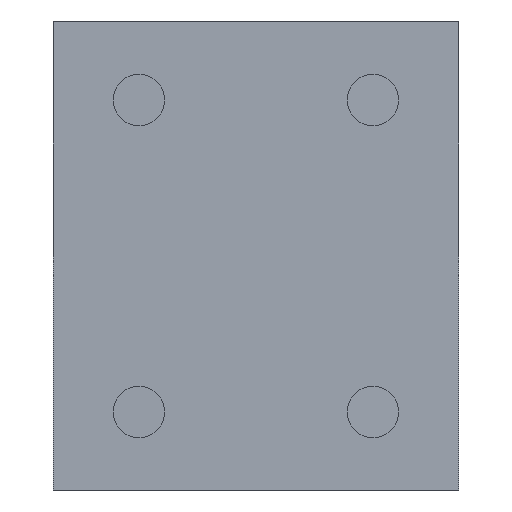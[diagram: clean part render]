
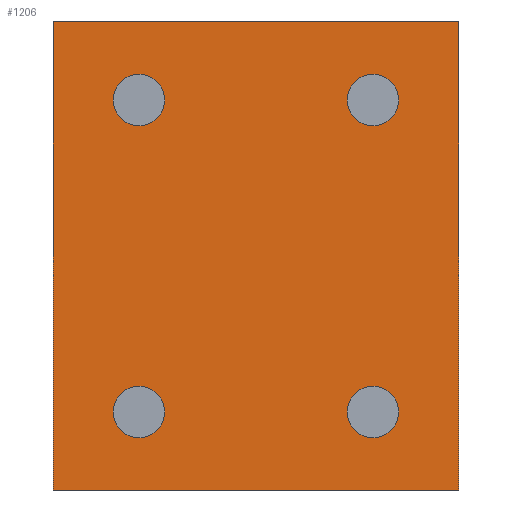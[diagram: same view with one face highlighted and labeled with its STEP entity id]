
A CAD part, front view. The second image highlights one B-rep face of the part: STEP entity #1206.
In plain terms, the highlighted planar face has unit normal (0, -1, 0).
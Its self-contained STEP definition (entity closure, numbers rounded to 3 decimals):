
#1 = EDGE_CURVE ( 'NONE', #1755, #1365, #49, .T. ) ;
#7 = AXIS2_PLACEMENT_3D ( 'NONE', #251, #1094, #803 ) ;
#8 = AXIS2_PLACEMENT_3D ( 'NONE', #407, #1251, #672 ) ;
#20 = DIRECTION ( 'NONE',  ( 0., 0., -1. ) ) ;
#49 = LINE ( 'NONE', #174, #1655 ) ;
#68 = AXIS2_PLACEMENT_3D ( 'NONE', #118, #1779, #539 ) ;
#92 = CIRCLE ( 'NONE', #7, 1.65 ) ;
#106 = DIRECTION ( 'NONE',  ( 0., 1., 0. ) ) ;
#118 = CARTESIAN_POINT ( 'NONE',  ( 20.5, 0., -10. ) ) ;
#133 = EDGE_CURVE ( 'NONE', #1349, #1391, #1686, .T. ) ;
#138 = CARTESIAN_POINT ( 'NONE',  ( 0., 0., -15. ) ) ;
#145 = CARTESIAN_POINT ( 'NONE',  ( 0., 0., 15. ) ) ;
#147 = PLANE ( 'NONE',  #586 ) ;
#163 = DIRECTION ( 'NONE',  ( 1., 0., 0. ) ) ;
#174 = CARTESIAN_POINT ( 'NONE',  ( 26., 0., 0. ) ) ;
#212 = CIRCLE ( 'NONE', #1601, 1.65 ) ;
#213 = CIRCLE ( 'NONE', #8, 1.65 ) ;
#245 = DIRECTION ( 'NONE',  ( 1., 0., 0. ) ) ;
#251 = CARTESIAN_POINT ( 'NONE',  ( 20.5, 0., 10. ) ) ;
#252 = VERTEX_POINT ( 'NONE', #1497 ) ;
#286 = EDGE_CURVE ( 'NONE', #1632, #1423, #213, .T. ) ;
#290 = CARTESIAN_POINT ( 'NONE',  ( 20.5, 0., 11.65 ) ) ;
#307 = CARTESIAN_POINT ( 'NONE',  ( 20.5, 0., -8.35 ) ) ;
#331 = CARTESIAN_POINT ( 'NONE',  ( 5.5, 0., 11.65 ) ) ;
#333 = LINE ( 'NONE', #642, #1769 ) ;
#348 = ORIENTED_EDGE ( 'NONE', *, *, #1794, .F. ) ;
#353 = AXIS2_PLACEMENT_3D ( 'NONE', #533, #106, #522 ) ;
#361 = ORIENTED_EDGE ( 'NONE', *, *, #949, .F. ) ;
#382 = DIRECTION ( 'NONE',  ( 0., 1., 0. ) ) ;
#402 = CARTESIAN_POINT ( 'NONE',  ( 5.5, 0., 10. ) ) ;
#405 = DIRECTION ( 'NONE',  ( 0., 0., -1. ) ) ;
#407 = CARTESIAN_POINT ( 'NONE',  ( 20.5, 0., 10. ) ) ;
#427 = FACE_BOUND ( 'NONE', #1671, .T. ) ;
#442 = AXIS2_PLACEMENT_3D ( 'NONE', #402, #958, #1337 ) ;
#458 = LINE ( 'NONE', #1717, #1321 ) ;
#467 = DIRECTION ( 'NONE',  ( 0., 1., 0. ) ) ;
#487 = DIRECTION ( 'NONE',  ( 0., 0., -1. ) ) ;
#499 = AXIS2_PLACEMENT_3D ( 'NONE', #1078, #543, #405 ) ;
#522 = DIRECTION ( 'NONE',  ( 0., 0., -1. ) ) ;
#532 = ORIENTED_EDGE ( 'NONE', *, *, #1333, .T. ) ;
#533 = CARTESIAN_POINT ( 'NONE',  ( 5.5, 0., -10. ) ) ;
#539 = DIRECTION ( 'NONE',  ( 0., 0., -1. ) ) ;
#543 = DIRECTION ( 'NONE',  ( 0., 1., 0. ) ) ;
#586 = AXIS2_PLACEMENT_3D ( 'NONE', #855, #1271, #20 ) ;
#616 = CIRCLE ( 'NONE', #353, 1.65 ) ;
#640 = CARTESIAN_POINT ( 'NONE',  ( 20.5, 0., 8.35 ) ) ;
#642 = CARTESIAN_POINT ( 'NONE',  ( 0., 0., 0. ) ) ;
#646 = EDGE_CURVE ( 'NONE', #1614, #858, #1277, .T. ) ;
#667 = EDGE_LOOP ( 'NONE', ( #1565, #1528 ) ) ;
#672 = DIRECTION ( 'NONE',  ( 0., 0., -1. ) ) ;
#691 = FACE_BOUND ( 'NONE', #667, .T. ) ;
#718 = VERTEX_POINT ( 'NONE', #1096 ) ;
#745 = EDGE_CURVE ( 'NONE', #1673, #1755, #1564, .T. ) ;
#784 = ORIENTED_EDGE ( 'NONE', *, *, #133, .T. ) ;
#803 = DIRECTION ( 'NONE',  ( 0., 0., -1. ) ) ;
#846 = CIRCLE ( 'NONE', #442, 1.65 ) ;
#855 = CARTESIAN_POINT ( 'NONE',  ( 0., 0., 0. ) ) ;
#858 = VERTEX_POINT ( 'NONE', #307 ) ;
#860 = ORIENTED_EDGE ( 'NONE', *, *, #1573, .T. ) ;
#888 = ORIENTED_EDGE ( 'NONE', *, *, #1059, .T. ) ;
#940 = DIRECTION ( 'NONE',  ( 0., 0., -1. ) ) ;
#949 = EDGE_CURVE ( 'NONE', #1673, #1618, #333, .T. ) ;
#958 = DIRECTION ( 'NONE',  ( 0., 1., 0. ) ) ;
#1032 = DIRECTION ( 'NONE',  ( 0., 0., 1. ) ) ;
#1059 = EDGE_CURVE ( 'NONE', #718, #252, #616, .T. ) ;
#1078 = CARTESIAN_POINT ( 'NONE',  ( 20.5, 0., -10. ) ) ;
#1094 = DIRECTION ( 'NONE',  ( 0., 1., 0. ) ) ;
#1096 = CARTESIAN_POINT ( 'NONE',  ( 5.5, 0., -11.65 ) ) ;
#1102 = EDGE_LOOP ( 'NONE', ( #1404, #348, #361, #1357 ) ) ;
#1119 = FACE_OUTER_BOUND ( 'NONE', #1102, .T. ) ;
#1155 = CARTESIAN_POINT ( 'NONE',  ( 26., 0., -15. ) ) ;
#1157 = CARTESIAN_POINT ( 'NONE',  ( 26., 0., 15. ) ) ;
#1168 = EDGE_CURVE ( 'NONE', #1423, #1632, #92, .T. ) ;
#1181 = CARTESIAN_POINT ( 'NONE',  ( 5.5, 0., -10. ) ) ;
#1186 = EDGE_LOOP ( 'NONE', ( #860, #784 ) ) ;
#1199 = DIRECTION ( 'NONE',  ( 0., 0., 1. ) ) ;
#1206 = ADVANCED_FACE ( 'NONE', ( #1677, #427, #1690, #691, #1119 ), #147, .T. ) ;
#1251 = DIRECTION ( 'NONE',  ( 0., 1., 0. ) ) ;
#1271 = DIRECTION ( 'NONE',  ( 0., -1., 0. ) ) ;
#1274 = CARTESIAN_POINT ( 'NONE',  ( 0., 0., -15. ) ) ;
#1277 = CIRCLE ( 'NONE', #499, 1.65 ) ;
#1313 = CARTESIAN_POINT ( 'NONE',  ( 5.5, 0., 8.35 ) ) ;
#1315 = AXIS2_PLACEMENT_3D ( 'NONE', #1623, #382, #940 ) ;
#1321 = VECTOR ( 'NONE', #245, 1000. ) ;
#1333 = EDGE_CURVE ( 'NONE', #252, #718, #212, .T. ) ;
#1337 = DIRECTION ( 'NONE',  ( 0., 0., -1. ) ) ;
#1349 = VERTEX_POINT ( 'NONE', #331 ) ;
#1357 = ORIENTED_EDGE ( 'NONE', *, *, #745, .T. ) ;
#1365 = VERTEX_POINT ( 'NONE', #1157 ) ;
#1391 = VERTEX_POINT ( 'NONE', #1313 ) ;
#1404 = ORIENTED_EDGE ( 'NONE', *, *, #1, .T. ) ;
#1410 = CARTESIAN_POINT ( 'NONE',  ( 20.5, 0., -11.65 ) ) ;
#1423 = VERTEX_POINT ( 'NONE', #640 ) ;
#1470 = ORIENTED_EDGE ( 'NONE', *, *, #646, .T. ) ;
#1497 = CARTESIAN_POINT ( 'NONE',  ( 5.5, 0., -8.35 ) ) ;
#1528 = ORIENTED_EDGE ( 'NONE', *, *, #286, .T. ) ;
#1533 = ORIENTED_EDGE ( 'NONE', *, *, #1560, .T. ) ;
#1560 = EDGE_CURVE ( 'NONE', #858, #1614, #1774, .T. ) ;
#1564 = LINE ( 'NONE', #1274, #1776 ) ;
#1565 = ORIENTED_EDGE ( 'NONE', *, *, #1168, .T. ) ;
#1573 = EDGE_CURVE ( 'NONE', #1391, #1349, #846, .T. ) ;
#1601 = AXIS2_PLACEMENT_3D ( 'NONE', #1181, #467, #487 ) ;
#1614 = VERTEX_POINT ( 'NONE', #1410 ) ;
#1618 = VERTEX_POINT ( 'NONE', #145 ) ;
#1623 = CARTESIAN_POINT ( 'NONE',  ( 5.5, 0., 10. ) ) ;
#1632 = VERTEX_POINT ( 'NONE', #290 ) ;
#1655 = VECTOR ( 'NONE', #1032, 1000. ) ;
#1671 = EDGE_LOOP ( 'NONE', ( #1470, #1533 ) ) ;
#1673 = VERTEX_POINT ( 'NONE', #138 ) ;
#1677 = FACE_BOUND ( 'NONE', #1757, .T. ) ;
#1686 = CIRCLE ( 'NONE', #1315, 1.65 ) ;
#1690 = FACE_BOUND ( 'NONE', #1186, .T. ) ;
#1717 = CARTESIAN_POINT ( 'NONE',  ( 0., 0., 15. ) ) ;
#1755 = VERTEX_POINT ( 'NONE', #1155 ) ;
#1757 = EDGE_LOOP ( 'NONE', ( #888, #532 ) ) ;
#1769 = VECTOR ( 'NONE', #1199, 1000. ) ;
#1774 = CIRCLE ( 'NONE', #68, 1.65 ) ;
#1776 = VECTOR ( 'NONE', #163, 1000. ) ;
#1779 = DIRECTION ( 'NONE',  ( 0., 1., 0. ) ) ;
#1794 = EDGE_CURVE ( 'NONE', #1618, #1365, #458, .T. ) ;
